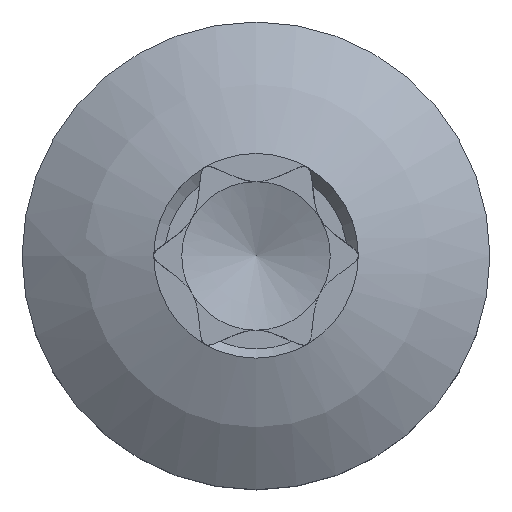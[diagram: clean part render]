
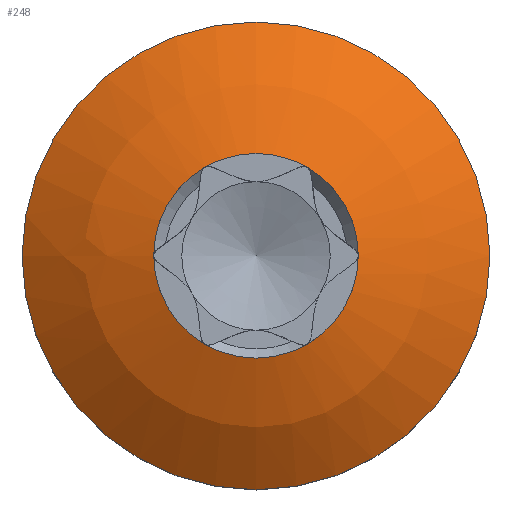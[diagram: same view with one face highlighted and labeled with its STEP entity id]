
A CAD part, top view. The second image highlights one B-rep face of the part: STEP entity #248.
In plain terms, the highlighted spherical face has radius 3.2 mm.
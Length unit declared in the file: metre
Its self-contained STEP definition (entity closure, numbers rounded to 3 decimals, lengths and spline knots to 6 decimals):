
#16=SPHERICAL_SURFACE('',#292,0.0032);
#30=CIRCLE('',#293,0.002);
#31=CIRCLE('',#294,0.000875);
#55=ORIENTED_EDGE('',*,*,#116,.F.);
#56=ORIENTED_EDGE('',*,*,#117,.T.);
#116=EDGE_CURVE('',#143,#143,#30,.T.);
#117=EDGE_CURVE('',#144,#144,#31,.T.);
#143=VERTEX_POINT('',#502);
#144=VERTEX_POINT('',#504);
#175=EDGE_LOOP('',(#55));
#176=EDGE_LOOP('',(#56));
#205=FACE_BOUND('',#175,.T.);
#206=FACE_BOUND('',#176,.T.);
#248=ADVANCED_FACE('',(#205,#206),#16,.T.);
#292=AXIS2_PLACEMENT_3D('',#500,#351,#352);
#293=AXIS2_PLACEMENT_3D('',#501,#353,#354);
#294=AXIS2_PLACEMENT_3D('',#503,#355,#356);
#351=DIRECTION('',(0.,0.,-1.));
#352=DIRECTION('',(-1.,0.,0.));
#353=DIRECTION('',(0.,0.,-1.));
#354=DIRECTION('',(-1.,0.,0.));
#355=DIRECTION('',(0.,0.,-1.));
#356=DIRECTION('',(-1.,0.,0.));
#500=CARTESIAN_POINT('',(0.,0.,-0.003078));
#501=CARTESIAN_POINT('',(0.,0.,-0.00058));
#502=CARTESIAN_POINT('',(-0.002,0.,-0.00058));
#503=CARTESIAN_POINT('',(0.,0.,0.));
#504=CARTESIAN_POINT('',(-0.000875,0.,0.));
